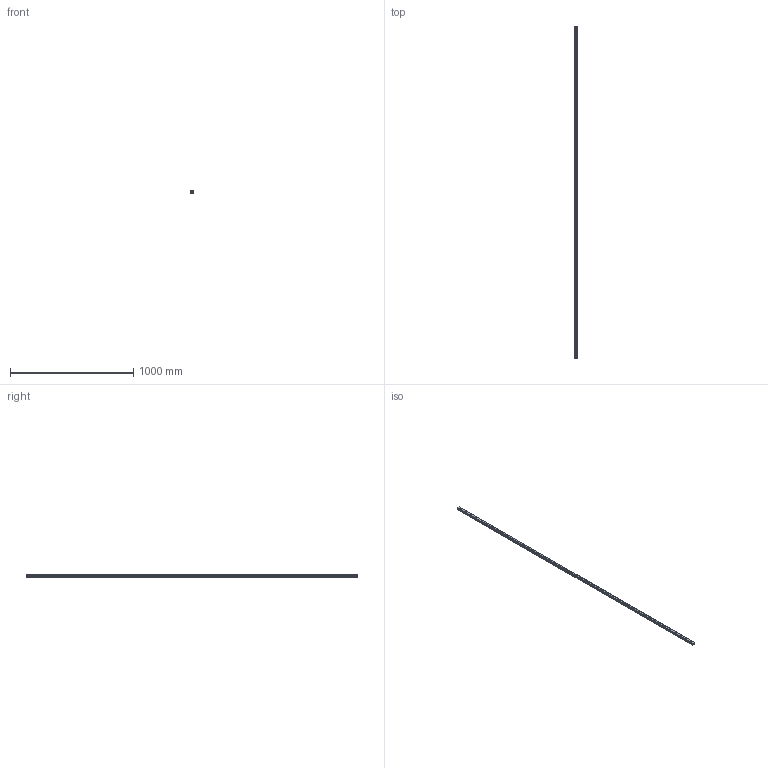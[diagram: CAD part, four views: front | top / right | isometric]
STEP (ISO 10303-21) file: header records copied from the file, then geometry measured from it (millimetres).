
FILE_DESCRIPTION(('STEP AP214'),'1');
FILE_NAME('cctmp_54987F3E-2062-40B8-BF12-A65F5D6D9DA2_2021_02_09_16_40_35_0964..stp','2021-02-09T15:40:36',('HIWIN GmbH'),('CADClick - www.CADClick.com'),'Spatial InterOp 3D',' ','unknown authorization');
FILE_SCHEMA(('AUTOMOTIVE_DESIGN'));
Length unit declared in the file: millimetre
Products named in the file (1): EGR25R2690C_FILE
Bounding box: 23 x 2690 x 18 mm (x, y, z)
Volume: 925013.7 mm3; surface area: 250127.8 mm2
Topology: 1 solids, 1 shells, 645 faces, 1647 edges, 1098 vertices
Faces by surface type: plane 355, cylinder 290
Entity records: 25205 total; most frequent: DIRECTION 3879, CARTESIAN_POINT 3391, ORIENTED_EDGE 3294, EDGE_CURVE 1647, AXIS2_PLACEMENT_3D 1586, VERTEX_POINT 1098, CIRCLE 760, EDGE_LOOP 739
